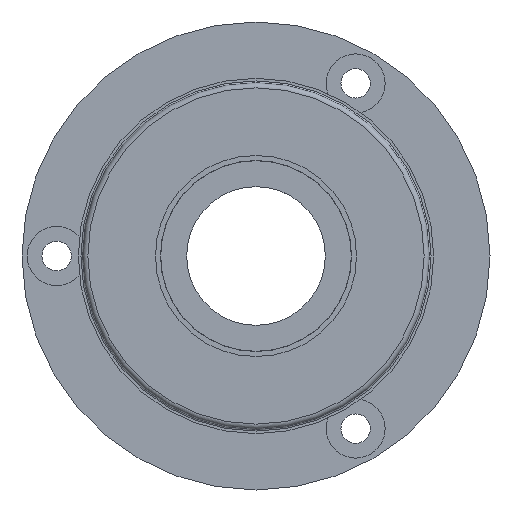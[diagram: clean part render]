
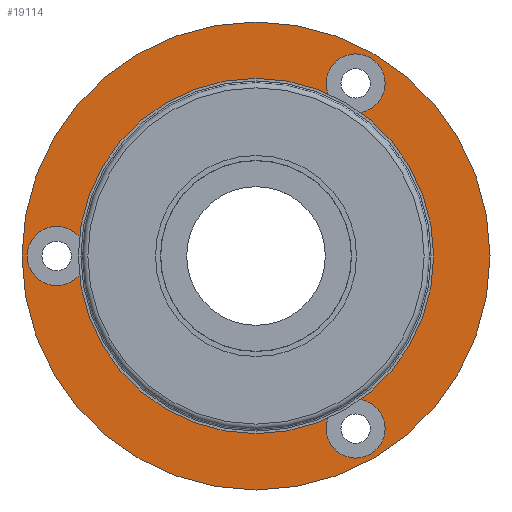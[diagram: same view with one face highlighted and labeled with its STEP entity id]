
A CAD part, left-side view. The second image highlights one B-rep face of the part: STEP entity #19114.
In plain terms, the highlighted planar face has unit normal (-1, 0, 0).
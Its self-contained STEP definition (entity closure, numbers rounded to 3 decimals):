
#2385 = FACE_OUTER_BOUND ( 'NONE', #21107, .T. ) ;
#3402 = DIRECTION ( 'NONE',  ( 0., 1., 0. ) ) ;
#3468 = DIRECTION ( 'NONE',  ( 0., 1., 0. ) ) ;
#4057 = CARTESIAN_POINT ( 'NONE',  ( 2.8, -5.75, 9.959 ) ) ;
#6597 = ORIENTED_EDGE ( 'NONE', *, *, #41949, .T. ) ;
#6624 = AXIS2_PLACEMENT_3D ( 'NONE', #7529, #27101, #14112 ) ;
#7388 = ORIENTED_EDGE ( 'NONE', *, *, #16252, .F. ) ;
#7394 = CIRCLE ( 'NONE', #20711, 1.7 ) ;
#7529 = CARTESIAN_POINT ( 'NONE',  ( 2.8, 11.5, 0. ) ) ;
#8768 = CIRCLE ( 'NONE', #41858, 1.7 ) ;
#9780 = VERTEX_POINT ( 'NONE', #26327 ) ;
#10210 = CARTESIAN_POINT ( 'NONE',  ( 2.8, -4.05, -9.959 ) ) ;
#12007 = VERTEX_POINT ( 'NONE', #25442 ) ;
#12683 = VERTEX_POINT ( 'NONE', #23218 ) ;
#12742 = CARTESIAN_POINT ( 'NONE',  ( 2.8, 7.5, 0. ) ) ;
#14112 = DIRECTION ( 'NONE',  ( 0., 1., 0. ) ) ;
#16133 = EDGE_LOOP ( 'NONE', ( #27345 ) ) ;
#16252 = EDGE_CURVE ( 'NONE', #12007, #12007, #21419, .T. ) ;
#16821 = VERTEX_POINT ( 'NONE', #22804 ) ;
#19099 = FACE_BOUND ( 'NONE', #16133, .T. ) ;
#19114 = ADVANCED_FACE ( 'NONE', ( #19099, #29467, #19537, #32561, #2385 ), #39826, .T. ) ;
#19537 = FACE_BOUND ( 'NONE', #40857, .T. ) ;
#20169 = CARTESIAN_POINT ( 'NONE',  ( 2.8, -5.75, -9.959 ) ) ;
#20711 = AXIS2_PLACEMENT_3D ( 'NONE', #20169, #37790, #3468 ) ;
#21055 = ORIENTED_EDGE ( 'NONE', *, *, #33104, .T. ) ;
#21107 = EDGE_LOOP ( 'NONE', ( #7388 ) ) ;
#21419 = CIRCLE ( 'NONE', #39811, 13.5 ) ;
#21858 = AXIS2_PLACEMENT_3D ( 'NONE', #36064, #39345, #22819 ) ;
#22804 = CARTESIAN_POINT ( 'NONE',  ( 2.8, -4.05, 9.959 ) ) ;
#22819 = DIRECTION ( 'NONE',  ( 0., 1., 0. ) ) ;
#23218 = CARTESIAN_POINT ( 'NONE',  ( 2.8, 13.2, 0. ) ) ;
#25442 = CARTESIAN_POINT ( 'NONE',  ( 2.8, 13.5, 0. ) ) ;
#25498 = DIRECTION ( 'NONE',  ( -1., 0., 0. ) ) ;
#26327 = CARTESIAN_POINT ( 'NONE',  ( 2.8, 7.5, 0. ) ) ;
#26905 = DIRECTION ( 'NONE',  ( 0., 1., 0. ) ) ;
#27101 = DIRECTION ( 'NONE',  ( 1., 0., 0. ) ) ;
#27345 = ORIENTED_EDGE ( 'NONE', *, *, #27858, .T. ) ;
#27500 = AXIS2_PLACEMENT_3D ( 'NONE', #12742, #25498, #36516 ) ;
#27858 = EDGE_CURVE ( 'NONE', #12683, #12683, #32631, .T. ) ;
#29467 = FACE_BOUND ( 'NONE', #41080, .T. ) ;
#29818 = EDGE_LOOP ( 'NONE', ( #21055 ) ) ;
#30424 = CARTESIAN_POINT ( 'NONE',  ( 2.8, 0., 0. ) ) ;
#32561 = FACE_BOUND ( 'NONE', #29818, .T. ) ;
#32631 = CIRCLE ( 'NONE', #6624, 1.7 ) ;
#33094 = DIRECTION ( 'NONE',  ( 1., 0., 0. ) ) ;
#33104 = EDGE_CURVE ( 'NONE', #9780, #9780, #33168, .T. ) ;
#33168 = CIRCLE ( 'NONE', #21858, 7.5 ) ;
#33564 = DIRECTION ( 'NONE',  ( 1., 0., 0. ) ) ;
#36064 = CARTESIAN_POINT ( 'NONE',  ( 2.8, 0., 0. ) ) ;
#36516 = DIRECTION ( 'NONE',  ( 0., -1., 0. ) ) ;
#37790 = DIRECTION ( 'NONE',  ( 1., 0., 0. ) ) ;
#39345 = DIRECTION ( 'NONE',  ( 1., 0., 0. ) ) ;
#39382 = EDGE_CURVE ( 'NONE', #40405, #40405, #7394, .T. ) ;
#39811 = AXIS2_PLACEMENT_3D ( 'NONE', #30424, #33094, #26905 ) ;
#39826 = PLANE ( 'NONE',  #27500 ) ;
#40405 = VERTEX_POINT ( 'NONE', #10210 ) ;
#40857 = EDGE_LOOP ( 'NONE', ( #6597 ) ) ;
#41080 = EDGE_LOOP ( 'NONE', ( #42662 ) ) ;
#41858 = AXIS2_PLACEMENT_3D ( 'NONE', #4057, #33564, #3402 ) ;
#41949 = EDGE_CURVE ( 'NONE', #16821, #16821, #8768, .T. ) ;
#42662 = ORIENTED_EDGE ( 'NONE', *, *, #39382, .T. ) ;
